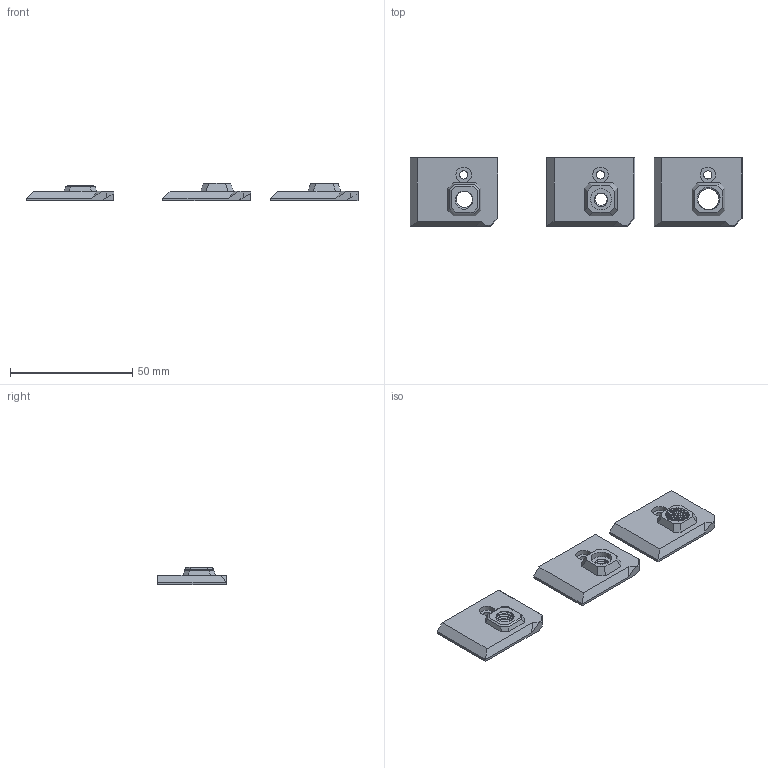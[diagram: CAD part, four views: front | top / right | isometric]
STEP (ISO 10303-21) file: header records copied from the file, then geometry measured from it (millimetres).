
FILE_DESCRIPTION(/* description */ (''),/* implementation_level */ '2;1');
FILE_NAME(/* name */ 'MOD_fs_cover.step',/* time_stamp */ '2021-12-09T22:57:23+01:00',/* author */ (''),/* organization */ (''),/* preprocessor_version */ 'ST-DEVELOPER v18.1',/* originating_system */ 'Autodesk Translation Framework v10.10.0.1391',/* authorisation */ '');
FILE_SCHEMA (('AUTOMOTIVE_DESIGN { 1 0 10303 214 3 1 1 }'));
Length unit declared in the file: millimetre
Products named in the file (1): COVER (1)
Bounding box: 136 x 28 x 7.3 mm (x, y, z)
Volume: 8531.3 mm3; surface area: 8423.6 mm2
Topology: 3 solids, 3 shells, 238 faces, 645 edges, 426 vertices
Faces by surface type: plane 148, bspline 47, cylinder 40, cone 3
Full cylindrical faces by diameter (mm): 3.4 x3, 5.035 x3, 6.147 x1, 6.4 x3, 6.779 x2, 8.6 x1, 9.728 x7
Entity records: 13552 total; most frequent: CARTESIAN_POINT 7931, ORIENTED_EDGE 1290, DIRECTION 891, EDGE_CURVE 645, LINE 453, VECTOR 453, VERTEX_POINT 426, EDGE_LOOP 263
